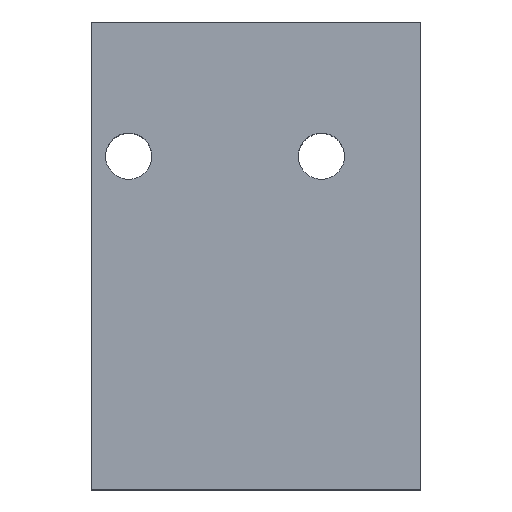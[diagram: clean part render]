
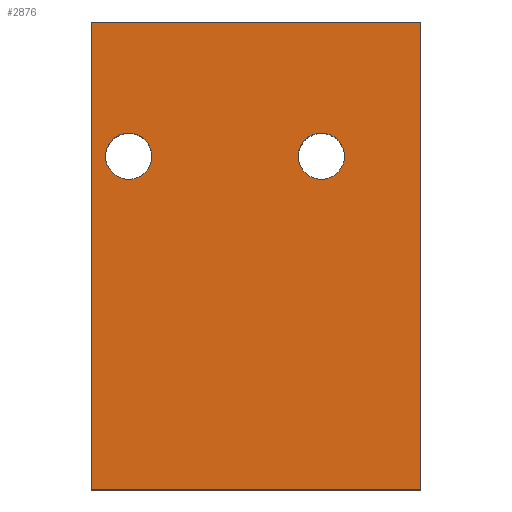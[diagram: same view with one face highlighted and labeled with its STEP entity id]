
A CAD part, top view. The second image highlights one B-rep face of the part: STEP entity #2876.
In plain terms, the highlighted planar face has unit normal (0, 0, 1).
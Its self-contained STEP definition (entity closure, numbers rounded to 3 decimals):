
#145 = VERTEX_POINT ( 'NONE', #3912 ) ;
#150 = DIRECTION ( 'NONE',  ( 1., 0., 0. ) ) ;
#376 = CARTESIAN_POINT ( 'NONE',  ( 15.1, 23., 34.95 ) ) ;
#394 = VECTOR ( 'NONE', #5274, 1000. ) ;
#426 = VECTOR ( 'NONE', #4783, 1000. ) ;
#429 = CARTESIAN_POINT ( 'NONE',  ( -29.4, 23., 34.95 ) ) ;
#689 = ORIENTED_EDGE ( 'NONE', *, *, #4301, .F. ) ;
#704 = VERTEX_POINT ( 'NONE', #4393 ) ;
#768 = CARTESIAN_POINT ( 'NONE',  ( 38.1, 54., 34.95 ) ) ;
#851 = CARTESIAN_POINT ( 'NONE',  ( -38.1, 54., 34.95 ) ) ;
#922 = CARTESIAN_POINT ( 'NONE',  ( -38.1, 54., 34.95 ) ) ;
#945 = FACE_BOUND ( 'NONE', #3668, .T. ) ;
#991 = VERTEX_POINT ( 'NONE', #2092 ) ;
#994 = VERTEX_POINT ( 'NONE', #768 ) ;
#1013 = LINE ( 'NONE', #3040, #394 ) ;
#1045 = VERTEX_POINT ( 'NONE', #5083 ) ;
#1258 = DIRECTION ( 'NONE',  ( 1., 0., 0. ) ) ;
#1273 = VERTEX_POINT ( 'NONE', #3197 ) ;
#1283 = DIRECTION ( 'NONE',  ( 0., 0., -1. ) ) ;
#1291 = CIRCLE ( 'NONE', #4500, 5.35 ) ;
#1330 = CIRCLE ( 'NONE', #4771, 5.35 ) ;
#1345 = DIRECTION ( 'NONE',  ( 1., 0., 0. ) ) ;
#1517 = CARTESIAN_POINT ( 'NONE',  ( 15.1, 23., 34.95 ) ) ;
#1546 = LINE ( 'NONE', #4042, #4977 ) ;
#1572 = DIRECTION ( 'NONE',  ( 0., 0., 1. ) ) ;
#1687 = AXIS2_PLACEMENT_3D ( 'NONE', #1517, #1572, #2402 ) ;
#1697 = LINE ( 'NONE', #4033, #3145 ) ;
#1795 = EDGE_CURVE ( 'NONE', #994, #704, #1013, .T. ) ;
#2092 = CARTESIAN_POINT ( 'NONE',  ( -24.05, 23., 34.95 ) ) ;
#2142 = EDGE_CURVE ( 'NONE', #1273, #2323, #5490, .T. ) ;
#2303 = EDGE_LOOP ( 'NONE', ( #2909, #2467 ) ) ;
#2313 = EDGE_CURVE ( 'NONE', #1045, #991, #1291, .T. ) ;
#2323 = VERTEX_POINT ( 'NONE', #3528 ) ;
#2365 = ORIENTED_EDGE ( 'NONE', *, *, #2388, .F. ) ;
#2388 = EDGE_CURVE ( 'NONE', #2323, #1273, #2812, .T. ) ;
#2402 = DIRECTION ( 'NONE',  ( 1., 0., 0. ) ) ;
#2467 = ORIENTED_EDGE ( 'NONE', *, *, #2313, .F. ) ;
#2488 = EDGE_LOOP ( 'NONE', ( #3167, #3674, #689, #4816 ) ) ;
#2645 = DIRECTION ( 'NONE',  ( 0., 0., 1. ) ) ;
#2779 = LINE ( 'NONE', #922, #426 ) ;
#2812 = CIRCLE ( 'NONE', #5291, 5.35 ) ;
#2876 = ADVANCED_FACE ( 'NONE', ( #945, #4580, #5484 ), #3497, .F. ) ;
#2909 = ORIENTED_EDGE ( 'NONE', *, *, #3289, .F. ) ;
#3040 = CARTESIAN_POINT ( 'NONE',  ( 38.1, 54., 34.95 ) ) ;
#3055 = DIRECTION ( 'NONE',  ( -1., 0., 0. ) ) ;
#3145 = VECTOR ( 'NONE', #150, 1000. ) ;
#3167 = ORIENTED_EDGE ( 'NONE', *, *, #4547, .T. ) ;
#3197 = CARTESIAN_POINT ( 'NONE',  ( 20.45, 23., 34.95 ) ) ;
#3289 = EDGE_CURVE ( 'NONE', #991, #1045, #1330, .T. ) ;
#3335 = VERTEX_POINT ( 'NONE', #5143 ) ;
#3491 = DIRECTION ( 'NONE',  ( 0., 0., 1. ) ) ;
#3497 = PLANE ( 'NONE',  #5177 ) ;
#3511 = CARTESIAN_POINT ( 'NONE',  ( -29.4, 23., 34.95 ) ) ;
#3528 = CARTESIAN_POINT ( 'NONE',  ( 9.75, 23., 34.95 ) ) ;
#3668 = EDGE_LOOP ( 'NONE', ( #5305, #2365 ) ) ;
#3674 = ORIENTED_EDGE ( 'NONE', *, *, #1795, .F. ) ;
#3896 = DIRECTION ( 'NONE',  ( 0., 0., 1. ) ) ;
#3912 = CARTESIAN_POINT ( 'NONE',  ( -38.1, 54., 34.95 ) ) ;
#4033 = CARTESIAN_POINT ( 'NONE',  ( -38.1, 54., 34.95 ) ) ;
#4042 = CARTESIAN_POINT ( 'NONE',  ( -38.1, -54., 34.95 ) ) ;
#4301 = EDGE_CURVE ( 'NONE', #145, #994, #1697, .T. ) ;
#4349 = DIRECTION ( 'NONE',  ( 1., 0., 0. ) ) ;
#4393 = CARTESIAN_POINT ( 'NONE',  ( 38.1, -54., 34.95 ) ) ;
#4408 = DIRECTION ( 'NONE',  ( 1., 0., 0. ) ) ;
#4500 = AXIS2_PLACEMENT_3D ( 'NONE', #3511, #3491, #4349 ) ;
#4547 = EDGE_CURVE ( 'NONE', #3335, #704, #1546, .T. ) ;
#4580 = FACE_BOUND ( 'NONE', #2303, .T. ) ;
#4771 = AXIS2_PLACEMENT_3D ( 'NONE', #429, #2645, #4408 ) ;
#4783 = DIRECTION ( 'NONE',  ( 0., -1., 0. ) ) ;
#4816 = ORIENTED_EDGE ( 'NONE', *, *, #5389, .T. ) ;
#4977 = VECTOR ( 'NONE', #1345, 1000. ) ;
#5083 = CARTESIAN_POINT ( 'NONE',  ( -34.75, 23., 34.95 ) ) ;
#5143 = CARTESIAN_POINT ( 'NONE',  ( -38.1, -54., 34.95 ) ) ;
#5177 = AXIS2_PLACEMENT_3D ( 'NONE', #851, #1283, #3055 ) ;
#5274 = DIRECTION ( 'NONE',  ( 0., -1., 0. ) ) ;
#5291 = AXIS2_PLACEMENT_3D ( 'NONE', #376, #3896, #1258 ) ;
#5305 = ORIENTED_EDGE ( 'NONE', *, *, #2142, .F. ) ;
#5389 = EDGE_CURVE ( 'NONE', #145, #3335, #2779, .T. ) ;
#5484 = FACE_OUTER_BOUND ( 'NONE', #2488, .T. ) ;
#5490 = CIRCLE ( 'NONE', #1687, 5.35 ) ;
